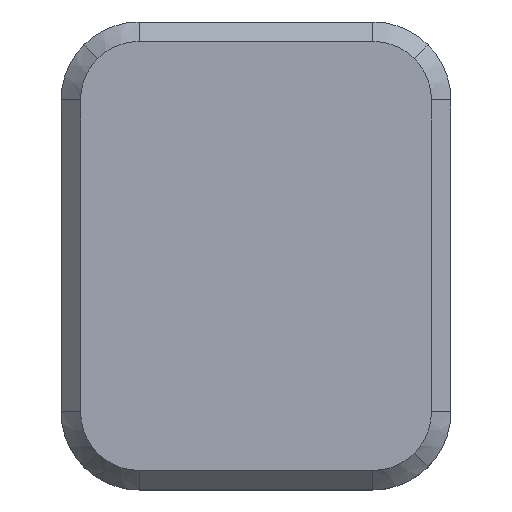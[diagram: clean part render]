
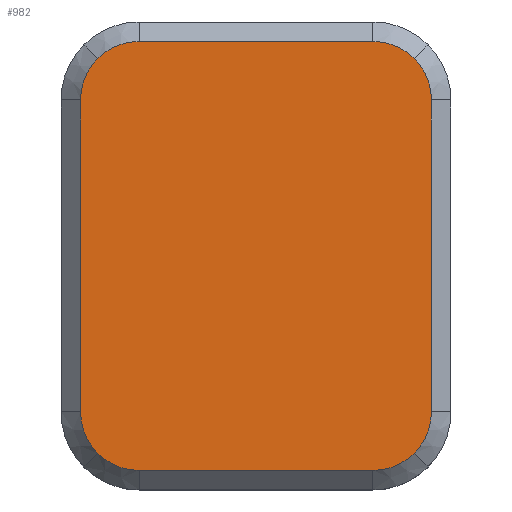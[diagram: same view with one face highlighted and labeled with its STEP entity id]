
A CAD part, top view. The second image highlights one B-rep face of the part: STEP entity #982.
In plain terms, the highlighted planar face has unit normal (0, 0, 1).
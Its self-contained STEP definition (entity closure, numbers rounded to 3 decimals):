
#6 = VERTEX_POINT ( 'NONE', #1040 ) ;
#14 = AXIS2_PLACEMENT_3D ( 'NONE', #745, #297, #1038 ) ;
#20 = EDGE_CURVE ( 'NONE', #204, #133, #559, .T. ) ;
#53 = DIRECTION ( 'NONE',  ( 0.707, 0.707, 0. ) ) ;
#63 = DIRECTION ( 'NONE',  ( 1., 0., 0. ) ) ;
#71 = EDGE_CURVE ( 'NONE', #700, #6, #1136, .T. ) ;
#75 = DIRECTION ( 'NONE',  ( 0., 0., -1. ) ) ;
#92 = VERTEX_POINT ( 'NONE', #1226 ) ;
#94 = AXIS2_PLACEMENT_3D ( 'NONE', #658, #1127, #195 ) ;
#102 = CARTESIAN_POINT ( 'NONE',  ( 6., 18., 6. ) ) ;
#112 = ORIENTED_EDGE ( 'NONE', *, *, #852, .F. ) ;
#133 = VERTEX_POINT ( 'NONE', #970 ) ;
#153 = CARTESIAN_POINT ( 'NONE',  ( 6., 2., 6. ) ) ;
#154 = ORIENTED_EDGE ( 'NONE', *, *, #645, .F. ) ;
#177 = VERTEX_POINT ( 'NONE', #968 ) ;
#187 = CARTESIAN_POINT ( 'NONE',  ( 18., 2., 6. ) ) ;
#195 = DIRECTION ( 'NONE',  ( 0.707, -0.707, 0. ) ) ;
#204 = VERTEX_POINT ( 'NONE', #1157 ) ;
#209 = VECTOR ( 'NONE', #382, 1000. ) ;
#217 = VERTEX_POINT ( 'NONE', #780 ) ;
#220 = AXIS2_PLACEMENT_3D ( 'NONE', #1111, #287, #724 ) ;
#228 = VECTOR ( 'NONE', #323, 1000. ) ;
#231 = DIRECTION ( 'NONE',  ( -0.707, -0.707, 0. ) ) ;
#246 = EDGE_CURVE ( 'NONE', #677, #392, #1019, .T. ) ;
#250 = DIRECTION ( 'NONE',  ( -1., 0., 0. ) ) ;
#256 = ORIENTED_EDGE ( 'NONE', *, *, #567, .F. ) ;
#287 = DIRECTION ( 'NONE',  ( 0., 0., -1. ) ) ;
#297 = DIRECTION ( 'NONE',  ( 0., 0., 1. ) ) ;
#305 = ORIENTED_EDGE ( 'NONE', *, *, #907, .F. ) ;
#323 = DIRECTION ( 'NONE',  ( 0., 1., 0. ) ) ;
#325 = ORIENTED_EDGE ( 'NONE', *, *, #20, .F. ) ;
#355 = CARTESIAN_POINT ( 'NONE',  ( 21., 4., 6. ) ) ;
#358 = VECTOR ( 'NONE', #250, 1000. ) ;
#372 = FACE_OUTER_BOUND ( 'NONE', #832, .T. ) ;
#382 = DIRECTION ( 'NONE',  ( 0., -1., 0. ) ) ;
#392 = VERTEX_POINT ( 'NONE', #408 ) ;
#396 = DIRECTION ( 'NONE',  ( -0.707, 0.707, 0. ) ) ;
#408 = CARTESIAN_POINT ( 'NONE',  ( 3.879, -0.121, 6. ) ) ;
#418 = VERTEX_POINT ( 'NONE', #1194 ) ;
#454 = DIRECTION ( 'NONE',  ( 0., 0., -1. ) ) ;
#457 = LINE ( 'NONE', #1209, #358 ) ;
#521 = CARTESIAN_POINT ( 'NONE',  ( 18., 21., 6. ) ) ;
#526 = AXIS2_PLACEMENT_3D ( 'NONE', #187, #565, #748 ) ;
#538 = VERTEX_POINT ( 'NONE', #955 ) ;
#548 = ORIENTED_EDGE ( 'NONE', *, *, #641, .F. ) ;
#556 = EDGE_CURVE ( 'NONE', #133, #538, #1199, .T. ) ;
#559 = LINE ( 'NONE', #355, #209 ) ;
#565 = DIRECTION ( 'NONE',  ( 0., 0., -1. ) ) ;
#567 = EDGE_CURVE ( 'NONE', #538, #217, #885, .T. ) ;
#603 = CIRCLE ( 'NONE', #1173, 3. ) ;
#634 = LINE ( 'NONE', #1006, #1128 ) ;
#641 = EDGE_CURVE ( 'NONE', #392, #177, #777, .T. ) ;
#645 = EDGE_CURVE ( 'NONE', #92, #418, #708, .T. ) ;
#655 = PLANE ( 'NONE',  #14 ) ;
#658 = CARTESIAN_POINT ( 'NONE',  ( 18., 2., 6. ) ) ;
#677 = VERTEX_POINT ( 'NONE', #927 ) ;
#683 = ORIENTED_EDGE ( 'NONE', *, *, #246, .F. ) ;
#700 = VERTEX_POINT ( 'NONE', #521 ) ;
#701 = DIRECTION ( 'NONE',  ( 0., 0., -1. ) ) ;
#708 = CIRCLE ( 'NONE', #811, 3. ) ;
#724 = DIRECTION ( 'NONE',  ( 0.707, 0.707, 0. ) ) ;
#726 = CARTESIAN_POINT ( 'NONE',  ( 6., 18., 6. ) ) ;
#745 = CARTESIAN_POINT ( 'NONE',  ( 12., 10., 6. ) ) ;
#748 = DIRECTION ( 'NONE',  ( 0.707, -0.707, 0. ) ) ;
#753 = DIRECTION ( 'NONE',  ( 0., 0., -1. ) ) ;
#761 = LINE ( 'NONE', #1145, #228 ) ;
#777 = CIRCLE ( 'NONE', #1192, 3. ) ;
#780 = CARTESIAN_POINT ( 'NONE',  ( 18., -1., 6. ) ) ;
#805 = CARTESIAN_POINT ( 'NONE',  ( 18., 18., 6. ) ) ;
#811 = AXIS2_PLACEMENT_3D ( 'NONE', #726, #454, #1025 ) ;
#832 = EDGE_LOOP ( 'NONE', ( #154, #870, #548, #683, #112, #256, #1135, #325, #1168, #923, #305, #921 ) ) ;
#852 = EDGE_CURVE ( 'NONE', #217, #677, #457, .T. ) ;
#870 = ORIENTED_EDGE ( 'NONE', *, *, #1165, .F. ) ;
#874 = CIRCLE ( 'NONE', #971, 3. ) ;
#885 = CIRCLE ( 'NONE', #526, 3. ) ;
#897 = EDGE_CURVE ( 'NONE', #6, #204, #874, .T. ) ;
#907 = EDGE_CURVE ( 'NONE', #1042, #700, #634, .T. ) ;
#921 = ORIENTED_EDGE ( 'NONE', *, *, #989, .F. ) ;
#923 = ORIENTED_EDGE ( 'NONE', *, *, #71, .F. ) ;
#927 = CARTESIAN_POINT ( 'NONE',  ( 6., -1., 6. ) ) ;
#955 = CARTESIAN_POINT ( 'NONE',  ( 20.121, -0.121, 6. ) ) ;
#968 = CARTESIAN_POINT ( 'NONE',  ( 3., 2., 6. ) ) ;
#970 = CARTESIAN_POINT ( 'NONE',  ( 21., 2., 6. ) ) ;
#971 = AXIS2_PLACEMENT_3D ( 'NONE', #805, #1186, #53 ) ;
#982 = ADVANCED_FACE ( 'NONE', ( #372 ), #655, .T. ) ;
#989 = EDGE_CURVE ( 'NONE', #418, #1042, #603, .T. ) ;
#1006 = CARTESIAN_POINT ( 'NONE',  ( 17., 21., 6. ) ) ;
#1008 = DIRECTION ( 'NONE',  ( -0.707, -0.707, 0. ) ) ;
#1019 = CIRCLE ( 'NONE', #1178, 3. ) ;
#1025 = DIRECTION ( 'NONE',  ( -0.707, 0.707, 0. ) ) ;
#1038 = DIRECTION ( 'NONE',  ( 1., 0., 0. ) ) ;
#1040 = CARTESIAN_POINT ( 'NONE',  ( 20.121, 20.121, 6. ) ) ;
#1042 = VERTEX_POINT ( 'NONE', #1156 ) ;
#1111 = CARTESIAN_POINT ( 'NONE',  ( 18., 18., 6. ) ) ;
#1127 = DIRECTION ( 'NONE',  ( 0., 0., -1. ) ) ;
#1128 = VECTOR ( 'NONE', #63, 1000. ) ;
#1135 = ORIENTED_EDGE ( 'NONE', *, *, #556, .F. ) ;
#1136 = CIRCLE ( 'NONE', #220, 3. ) ;
#1145 = CARTESIAN_POINT ( 'NONE',  ( 3., 16., 6. ) ) ;
#1156 = CARTESIAN_POINT ( 'NONE',  ( 6., 21., 6. ) ) ;
#1157 = CARTESIAN_POINT ( 'NONE',  ( 21., 18., 6. ) ) ;
#1165 = EDGE_CURVE ( 'NONE', #177, #92, #761, .T. ) ;
#1168 = ORIENTED_EDGE ( 'NONE', *, *, #897, .F. ) ;
#1169 = CARTESIAN_POINT ( 'NONE',  ( 6., 2., 6. ) ) ;
#1173 = AXIS2_PLACEMENT_3D ( 'NONE', #102, #753, #396 ) ;
#1178 = AXIS2_PLACEMENT_3D ( 'NONE', #1169, #701, #231 ) ;
#1186 = DIRECTION ( 'NONE',  ( 0., 0., -1. ) ) ;
#1192 = AXIS2_PLACEMENT_3D ( 'NONE', #153, #75, #1008 ) ;
#1194 = CARTESIAN_POINT ( 'NONE',  ( 3.879, 20.121, 6. ) ) ;
#1199 = CIRCLE ( 'NONE', #94, 3. ) ;
#1209 = CARTESIAN_POINT ( 'NONE',  ( 7., -1., 6. ) ) ;
#1226 = CARTESIAN_POINT ( 'NONE',  ( 3., 18., 6. ) ) ;
